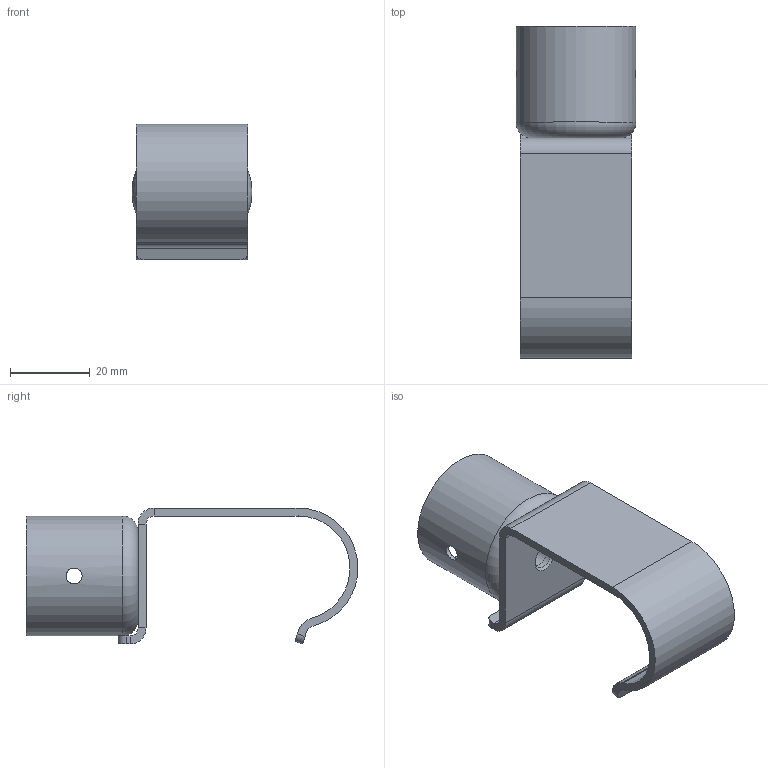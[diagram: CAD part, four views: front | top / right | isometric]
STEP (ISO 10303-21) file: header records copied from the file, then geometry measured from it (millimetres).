
FILE_DESCRIPTION((''),'2;1');
FILE_NAME('86311- poprawione.stp','2020-07-16T10:38:11',('trakoczy'),(''),'Autodesk Inventor 2013','Autodesk Inventor 2013','');
FILE_SCHEMA(('AUTOMOTIVE_DESIGN { 1 0 10303 214 1 1 1 1 }'));
Length unit declared in the file: millimetre
Products named in the file (3): 86311; 86311- I; 86311- II
Assembly tree (2 placements, depth 2):
  86311
    86311- I
    86311- II
Bounding box: 30 x 82.99 x 34 mm (x, y, z)
Volume: 11304.5 mm3; surface area: 13301.9 mm2
Topology: 2 solids, 2 shells, 48 faces, 120 edges, 75 vertices
Faces by surface type: plane 24, cylinder 21, torus 2, cone 1
Full cylindrical faces by diameter (mm): 4 x2, 6 x2, 28 x1, 30 x1
Entity records: 1529 total; most frequent: CARTESIAN_POINT 357, DIRECTION 244, ORIENTED_EDGE 204, EDGE_CURVE 102, AXIS2_PLACEMENT_3D 94, VERTEX_POINT 68, EDGE_LOOP 66, VECTOR 56
